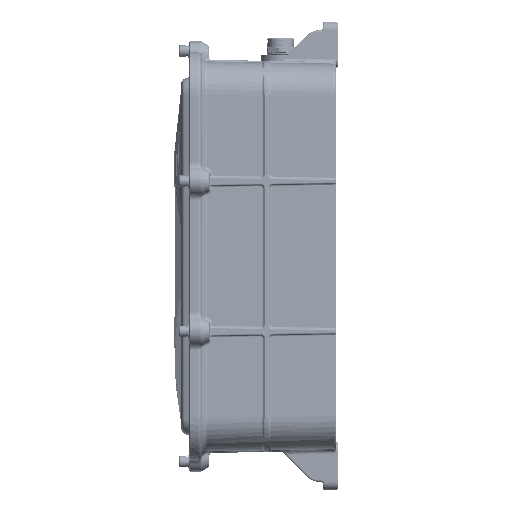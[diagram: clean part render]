
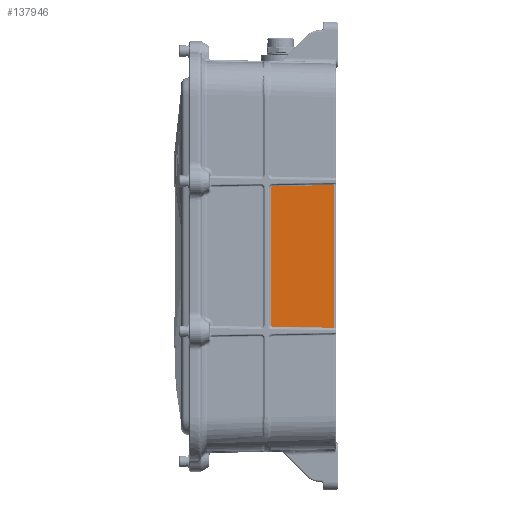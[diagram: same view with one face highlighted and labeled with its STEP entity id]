
A CAD part, left-side view. The second image highlights one B-rep face of the part: STEP entity #137946.
In plain terms, the highlighted planar face has unit normal (-1, -0.018, 0).
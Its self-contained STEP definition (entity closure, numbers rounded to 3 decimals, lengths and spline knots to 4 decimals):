
#31643=CARTESIAN_POINT('',(-0.0268,1.5361,
-6.1648));
#31644=CARTESIAN_POINT('',(-0.0268,1.5361,
-6.17));
#31645=CARTESIAN_POINT('',(-0.0268,1.5343,
-6.1796));
#31646=CARTESIAN_POINT('',(-0.0266,1.5254,
-6.1934));
#31647=CARTESIAN_POINT('',(-0.0264,1.5117,
-6.2022));
#31648=CARTESIAN_POINT('',(-0.0262,1.5024,
-6.2041));
#31649=CARTESIAN_POINT('',(-0.0261,1.4974,
-6.2042));
#31665=DIRECTION('',(0.,0.,-1.));
#31666=VECTOR('',#31665,3.2351);
#31667=CARTESIAN_POINT('',(-0.0268,1.5361,
-2.9297));
#31668=LINE('',#31667,#31666);
#31739=CARTESIAN_POINT('',(-0.0007,0.0387,
-2.8649));
#31741=DIRECTION('',(0.017,-1.,0.017));
#31742=VECTOR('',#31741,1.4592);
#31743=CARTESIAN_POINT('',(-0.0261,1.4974,
-2.8903));
#31744=LINE('',#31743,#31742);
#31745=DIRECTION('',(0.,0.,-1.));
#31746=VECTOR('',#31745,3.3648);
#31747=CARTESIAN_POINT('',(-0.0007,0.0387,
-2.8649));
#31748=LINE('',#31747,#31746);
#31749=DIRECTION('',(-0.017,1.,0.017));
#31750=VECTOR('',#31749,1.4592);
#31751=CARTESIAN_POINT('',(-0.0007,0.0387,
-6.2296));
#31752=LINE('',#31751,#31750);
#31758=CARTESIAN_POINT('',(-0.0261,1.4974,
-2.8903));
#31759=CARTESIAN_POINT('',(-0.0262,1.5026,
-2.8904));
#31760=CARTESIAN_POINT('',(-0.0264,1.5122,
-2.8925));
#31761=CARTESIAN_POINT('',(-0.0266,1.5259,
-2.9015));
#31762=CARTESIAN_POINT('',(-0.0268,1.5344,
-2.9154));
#31763=CARTESIAN_POINT('',(-0.0268,1.5361,
-2.9247));
#31764=CARTESIAN_POINT('',(-0.0268,1.5361,
-2.9297));
#58061=CARTESIAN_POINT('',(-0.0261,1.4974,
-6.2042));
#58062=VERTEX_POINT('',#58061);
#58063=CARTESIAN_POINT('',(-0.0007,0.0387,
-6.2296));
#58064=VERTEX_POINT('',#58063);
#58066=CARTESIAN_POINT('',(-0.0268,1.5361,
-6.1648));
#58068=VERTEX_POINT('',#58066);
#58071=CARTESIAN_POINT('',(-0.0268,1.5361,
-2.9297));
#58072=VERTEX_POINT('',#58071);
#58078=VERTEX_POINT('',#31739);
#58079=CARTESIAN_POINT('',(-0.0261,1.4974,
-2.8903));
#58080=VERTEX_POINT('',#58079);
#137931=CARTESIAN_POINT('',(-0.0137,0.7874,
-4.5472));
#137932=DIRECTION('',(1.,0.017,0.));
#137933=DIRECTION('',(0.017,-1.,0.));
#137934=AXIS2_PLACEMENT_3D('',#137931,#137932,#137933);
#137935=PLANE('',#137934);
#137936=ORIENTED_EDGE('',*,*,#137686,.F.);
#137938=ORIENTED_EDGE('',*,*,#137937,.F.);
#137939=ORIENTED_EDGE('',*,*,#137917,.T.);
#137941=ORIENTED_EDGE('',*,*,#137940,.T.);
#137942=ORIENTED_EDGE('',*,*,#137568,.T.);
#137943=ORIENTED_EDGE('',*,*,#137662,.F.);
#137944=EDGE_LOOP('',(#137936,#137938,#137939,#137941,#137942,#137943));
#137945=FACE_OUTER_BOUND('',#137944,.F.);
#31650=B_SPLINE_CURVE_WITH_KNOTS('',3,(#31643,#31644,#31645,#31646,#31647,
#31648,#31649),.UNSPECIFIED.,.F.,.F.,(4,1,1,1,4),(0.,0.25,0.5,0.75,
1.),.UNSPECIFIED.);
#31765=B_SPLINE_CURVE_WITH_KNOTS('',3,(#31758,#31759,#31760,#31761,#31762,
#31763,#31764),.UNSPECIFIED.,.F.,.F.,(4,1,1,1,4),(0.,0.25,0.5,0.75,
1.),.UNSPECIFIED.);
#137568=EDGE_CURVE('',#58064,#58062,#31752,.T.);
#137662=EDGE_CURVE('',#58068,#58062,#31650,.T.);
#137686=EDGE_CURVE('',#58072,#58068,#31668,.T.);
#137917=EDGE_CURVE('',#58080,#58078,#31744,.T.);
#137937=EDGE_CURVE('',#58080,#58072,#31765,.T.);
#137940=EDGE_CURVE('',#58078,#58064,#31748,.T.);
#137946=ADVANCED_FACE('',(#137945),#137935,.F.);
